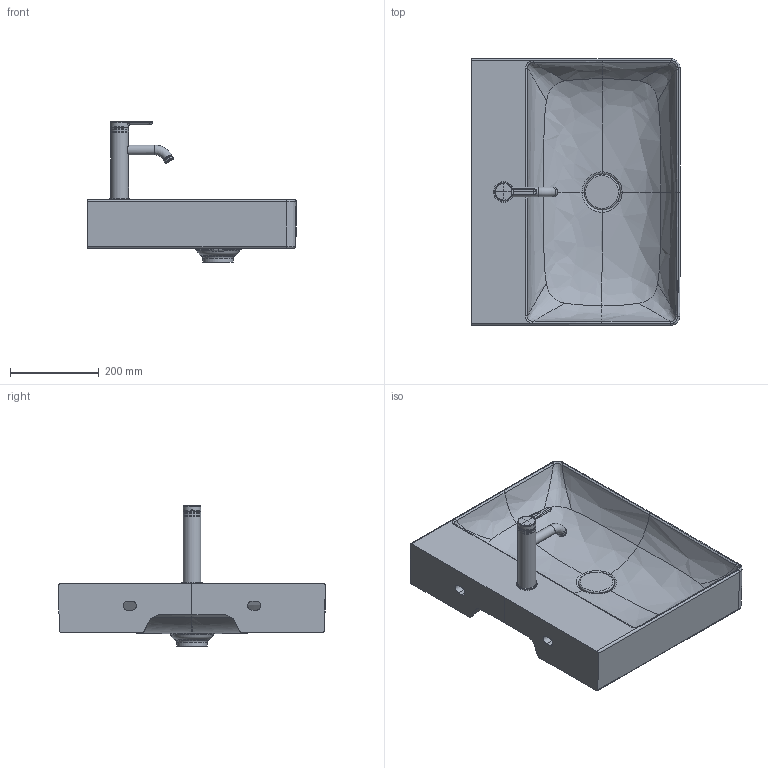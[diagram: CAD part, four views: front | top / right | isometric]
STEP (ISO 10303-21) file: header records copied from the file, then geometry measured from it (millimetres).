
FILE_DESCRIPTION((''),'2;1');
FILE_NAME('235360.stp','2017-06-22T20:13:52',('Administrator'),(''),'Autodesk Inventor 2011','Autodesk Inventor 2011','');
FILE_SCHEMA(('CONFIG_CONTROL_DESIGN'));
Length unit declared in the file: millimetre
Products named in the file (10): 235360; Armatur C1 WT; 509115_ASM; 615832; 615833; 636748; 615729; 615737; Kelch_Stopfen DuraSquare Bgr
Assembly tree (9 placements, depth 4):
  235360
    235360
    Armatur C1 WT
      509115_ASM
        615832
        615833
      636748
      615729
      615737
    Kelch_Stopfen DuraSquare Bgr
Bounding box: 470.22 x 600.3 x 317.03 mm (x, y, z)
Volume: 9669605.8 mm3; surface area: 1038672.2 mm2
Topology: 8 solids, 11 shells, 422 faces, 991 edges, 604 vertices
Faces by surface type: bspline 173, cylinder 102, plane 98, torus 29, cone 16, sphere 4
Full cylindrical faces by diameter (mm): 6 x1, 12 x2, 14 x4, 16 x1, 16.5 x2, 17.3 x1, 17.55 x1, 18.5 x2, 18.75 x1, 22 x2, 27.189 x1, 30.452 x1, 34 x1, 34.5 x1, 35 x1, 35.4 x1, 35.5 x1, 36.185 x1, 36.9 x4, 37.3 x1, 37.6 x1, 40 x2, 42.482 x1, 42.5 x1, 45.115 x1, 46 x2, 68.6 x1, 80.006 x1, 81 x1
Entity records: 69596 total; most frequent: CARTESIAN_POINT 60573, ORIENTED_EDGE 1806, DIRECTION 1426, EDGE_CURVE 903, AXIS2_PLACEMENT_3D 603, VERTEX_POINT 589, EDGE_LOOP 532, STYLED_ITEM 430
